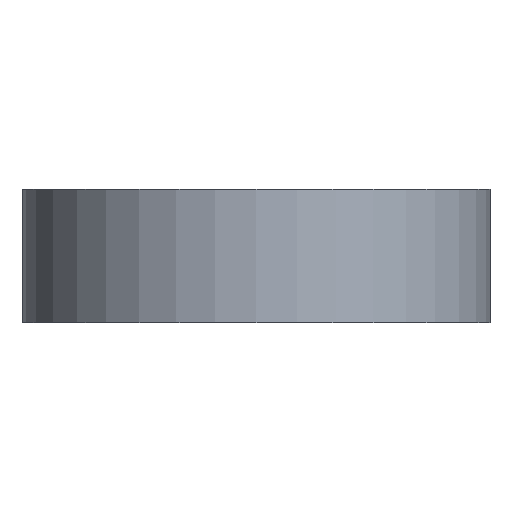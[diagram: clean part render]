
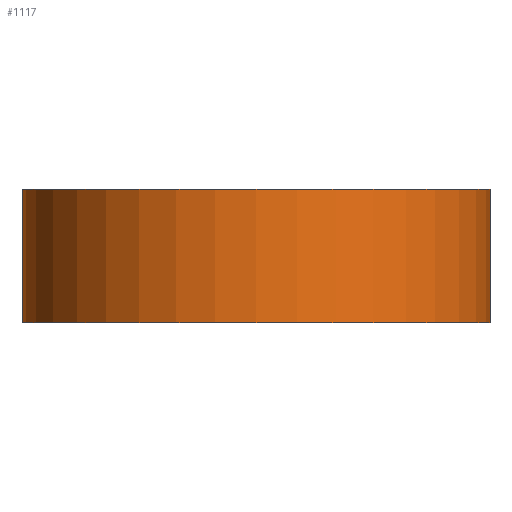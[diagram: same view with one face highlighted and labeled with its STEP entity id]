
A CAD part, front view. The second image highlights one B-rep face of the part: STEP entity #1117.
In plain terms, the highlighted cylindrical face has radius 20 mm (diameter 40 mm), a partial arc.
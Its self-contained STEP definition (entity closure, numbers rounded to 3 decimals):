
#2 = ORIENTED_EDGE ( 'NONE', *, *, #268, .F. ) ;
#25 = EDGE_CURVE ( 'NONE', #668, #33, #1129, .T. ) ;
#33 = VERTEX_POINT ( 'NONE', #542 ) ;
#95 = DIRECTION ( 'NONE',  ( 0., 0., 1. ) ) ;
#188 = DIRECTION ( 'NONE',  ( 0., 0., -1. ) ) ;
#197 = AXIS2_PLACEMENT_3D ( 'NONE', #662, #937, #484 ) ;
#204 = CARTESIAN_POINT ( 'NONE',  ( 0., -87.5, 0. ) ) ;
#250 = DIRECTION ( 'NONE',  ( 0., 0., -1. ) ) ;
#268 = EDGE_CURVE ( 'NONE', #33, #446, #785, .T. ) ;
#274 = CIRCLE ( 'NONE', #576, 20. ) ;
#284 = CARTESIAN_POINT ( 'NONE',  ( -20., -87.5, 13. ) ) ;
#293 = ORIENTED_EDGE ( 'NONE', *, *, #25, .F. ) ;
#331 = DIRECTION ( 'NONE',  ( 1., 0., 0. ) ) ;
#355 = CARTESIAN_POINT ( 'NONE',  ( 0., -87.5, 11.414 ) ) ;
#401 = EDGE_CURVE ( 'NONE', #668, #438, #541, .T. ) ;
#433 = EDGE_LOOP ( 'NONE', ( #2, #293, #833, #494 ) ) ;
#438 = VERTEX_POINT ( 'NONE', #1108 ) ;
#446 = VERTEX_POINT ( 'NONE', #626 ) ;
#484 = DIRECTION ( 'NONE',  ( -1., 0., 0. ) ) ;
#494 = ORIENTED_EDGE ( 'NONE', *, *, #784, .T. ) ;
#500 = VECTOR ( 'NONE', #250, 1000. ) ;
#541 = LINE ( 'NONE', #284, #1150 ) ;
#542 = CARTESIAN_POINT ( 'NONE',  ( 20., -87.5, 11.414 ) ) ;
#550 = AXIS2_PLACEMENT_3D ( 'NONE', #355, #95, #640 ) ;
#576 = AXIS2_PLACEMENT_3D ( 'NONE', #204, #975, #331 ) ;
#624 = FACE_OUTER_BOUND ( 'NONE', #433, .T. ) ;
#626 = CARTESIAN_POINT ( 'NONE',  ( 20., -87.5, 0. ) ) ;
#640 = DIRECTION ( 'NONE',  ( 0., -1., 0. ) ) ;
#662 = CARTESIAN_POINT ( 'NONE',  ( 0., -87.5, 13. ) ) ;
#668 = VERTEX_POINT ( 'NONE', #911 ) ;
#784 = EDGE_CURVE ( 'NONE', #438, #446, #274, .T. ) ;
#785 = LINE ( 'NONE', #1074, #500 ) ;
#833 = ORIENTED_EDGE ( 'NONE', *, *, #401, .T. ) ;
#911 = CARTESIAN_POINT ( 'NONE',  ( -20., -87.5, 11.414 ) ) ;
#937 = DIRECTION ( 'NONE',  ( 0., 0., -1. ) ) ;
#960 = CYLINDRICAL_SURFACE ( 'NONE', #197, 20. ) ;
#975 = DIRECTION ( 'NONE',  ( 0., 0., 1. ) ) ;
#1074 = CARTESIAN_POINT ( 'NONE',  ( 20., -87.5, 13. ) ) ;
#1108 = CARTESIAN_POINT ( 'NONE',  ( -20., -87.5, 0. ) ) ;
#1117 = ADVANCED_FACE ( 'NONE', ( #624 ), #960, .T. ) ;
#1129 = CIRCLE ( 'NONE', #550, 20. ) ;
#1150 = VECTOR ( 'NONE', #188, 1000. ) ;
